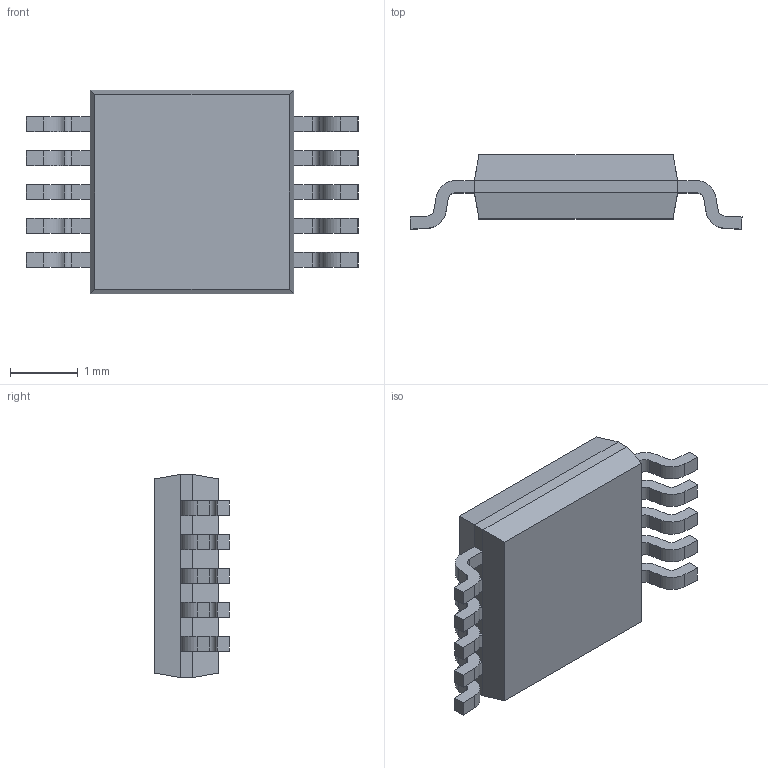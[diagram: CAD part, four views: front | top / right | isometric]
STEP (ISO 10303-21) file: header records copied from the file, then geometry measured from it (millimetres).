
FILE_DESCRIPTION (( 'STEP AP214' ), '1' );
FILE_NAME ('LTC4368IMS-1#TRPBF.STEP', '2023-01-18T12:46:51', ( '' ), ( '' ), 'SwSTEP 2.0', 'SolidWorks 2017', '' );
FILE_SCHEMA (( 'AUTOMOTIVE_DESIGN' ));
Length unit declared in the file: millimetre
Products named in the file (1): LTC4368IMS-1#TRPBF
Bounding box: 4.9 x 1.1 x 3 mm (x, y, z)
Volume: 8.7 mm3; surface area: 39 mm2
Topology: 12 solids, 12 shells, 161 faces, 400 edges, 264 vertices
Faces by surface type: plane 117, cylinder 44
Entity records: 4891 total; most frequent: CARTESIAN_POINT 826, DIRECTION 812, ORIENTED_EDGE 800, EDGE_CURVE 400, LINE 312, VECTOR 312, VERTEX_POINT 264, AXIS2_PLACEMENT_3D 250
